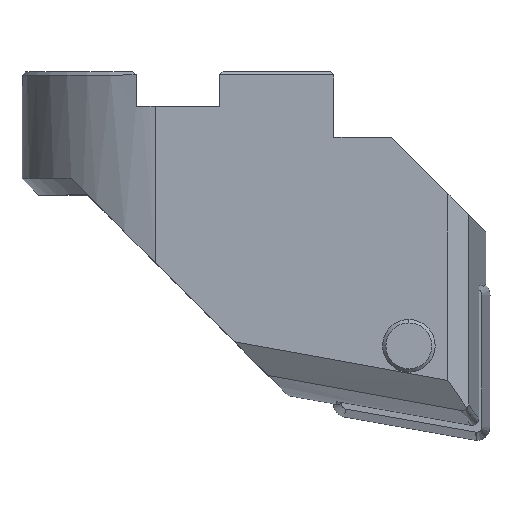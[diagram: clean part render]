
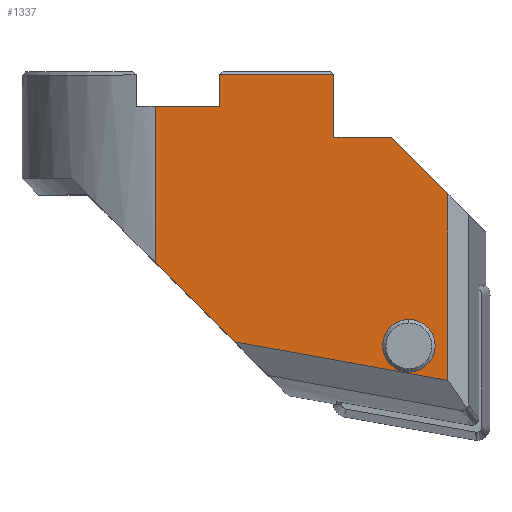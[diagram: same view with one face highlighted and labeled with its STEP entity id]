
A CAD part, top view. The second image highlights one B-rep face of the part: STEP entity #1337.
In plain terms, the highlighted planar face has unit normal (0, 0, 1).
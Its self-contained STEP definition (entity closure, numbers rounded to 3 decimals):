
#687=EDGE_CURVE('NONE',#1687,#859,#1948,.T.);
#753=EDGE_CURVE('NONE',#1577,#1885,#2021,.T.);
#769=VERTEX_POINT('NONE',#2040);
#799=VERTEX_POINT('NONE',#2072);
#821=VERTEX_POINT('NONE',#2097);
#859=VERTEX_POINT('NONE',#2140);
#905=VERTEX_POINT('NONE',#2190);
#957=EDGE_CURVE('NONE',#1125,#1577,#2248,.T.);
#971=EDGE_CURVE('NONE',#1567,#905,#2264,.F.);
#1055=EDGE_CURVE('NONE',#821,#769,#2353,.T.);
#1063=EDGE_CURVE('NONE',#905,#1567,#2362,.F.);
#1119=EDGE_CURVE('NONE',#1441,#821,#2423,.F.);
#1125=VERTEX_POINT('NONE',#2429);
#1147=EDGE_CURVE('NONE',#769,#1303,#2453,.T.);
#1223=EDGE_CURVE('NONE',#799,#1125,#2541,.T.);
#1303=VERTEX_POINT('NONE',#2624);
#1337=ADVANCED_FACE('NONE',(#2662,#2663),#2664,.T.);
#1441=VERTEX_POINT('NONE',#2780);
#1469=EDGE_CURVE('NONE',#1441,#1687,#2810,.T.);
#1541=EDGE_CURVE('NONE',#799,#859,#2889,.T.);
#1555=EDGE_CURVE('NONE',#1303,#1885,#2906,.T.);
#1567=VERTEX_POINT('NONE',#2918);
#1577=VERTEX_POINT('NONE',#2929);
#1687=VERTEX_POINT('NONE',#3051);
#1885=VERTEX_POINT('NONE',#3268);
#1948=LINE('',#3334,#3335);
#2021=LINE('',#3441,#3442);
#2040=CARTESIAN_POINT('',(3.443,-16.443,9.4));
#2072=CARTESIAN_POINT('',(9.5,-0.2,9.4));
#2097=CARTESIAN_POINT('',(-1.375,-11.625,9.4));
#2140=CARTESIAN_POINT('',(2.55,-0.2,9.4));
#2190=CARTESIAN_POINT('',(14.064,-15.094,9.4));
#2248=LINE('',#3749,#3750);
#2264=CIRCLE('',#3771,1.6);
#2353=LINE('',#3907,#3908);
#2362=CIRCLE('',#4310,1.6);
#2423=LINE('',#4395,#4396);
#2429=CARTESIAN_POINT('',(9.5,-4.0,9.4));
#2453=B_SPLINE_CURVE_WITH_KNOTS('',3,(#4441,#4442,#4443,#4444),.UNSPECIFIED.,.F.,.F.,(4,4),(-21.305,-0.0),.UNSPECIFIED.);
#2541=LINE('',#4593,#4594);
#2624=CARTESIAN_POINT('',(16.441,-18.798,9.4));
#2662=FACE_OUTER_BOUND('',#4773,.T.);
#2663=FACE_BOUND('',#4774,.T.);
#2664=PLANE('',#4775);
#2780=CARTESIAN_POINT('',(-1.375,-2.1,9.4));
#2810=LINE('',#4968,#4969);
#2889=LINE('',#5073,#5074);
#2906=LINE('',#5093,#5094);
#2918=CARTESIAN_POINT('',(14.064,-18.294,9.4));
#2929=CARTESIAN_POINT('',(13.0,-4.0,9.4));
#3051=CARTESIAN_POINT('',(2.55,-2.1,9.4));
#3268=CARTESIAN_POINT('',(16.441,-7.441,9.4));
#3334=CARTESIAN_POINT('',(2.55,-11.25,9.4));
#3335=VECTOR('',#5652,1.0);
#3441=CARTESIAN_POINT('',(18.875,-9.875,9.4));
#3442=VECTOR('',#5761,1.0);
#3749=CARTESIAN_POINT('',(13.75,-4.0,9.4));
#3750=VECTOR('',#6051,1.0);
#3771=AXIS2_PLACEMENT_3D('',#6070,#6071,#6072);
#3907=CARTESIAN_POINT('',(4.125,-17.125,9.4));
#3908=VECTOR('',#6155,1.0);
#4310=AXIS2_PLACEMENT_3D('',#6165,#6166,#6167);
#4395=CARTESIAN_POINT('',(-1.375,-30.0,9.4));
#4396=VECTOR('',#6234,1.0);
#4441=CARTESIAN_POINT('',(3.299,-16.417,9.4));
#4442=CARTESIAN_POINT('',(5.149,-16.753,9.4));
#4443=CARTESIAN_POINT('',(10.252,-17.679,9.4));
#4444=CARTESIAN_POINT('',(17.241,-18.942,9.4));
#4593=CARTESIAN_POINT('',(9.5,-11.25,9.4));
#4594=VECTOR('',#6392,1.0);
#4773=EDGE_LOOP('',(#6509,#6510,#6511,#6512,#6513,#6514,#6515,#6516,#6517,#6518));
#4774=EDGE_LOOP('',(#6519,#6520));
#4775=AXIS2_PLACEMENT_3D('',#6521,#6522,#6523);
#4968=CARTESIAN_POINT('',(10.275,-2.1,9.4));
#4969=VECTOR('',#6708,1.0);
#5073=CARTESIAN_POINT('',(9.0,-0.2,9.4));
#5074=VECTOR('',#6834,1.0);
#5093=CARTESIAN_POINT('',(16.441,-22.5,9.4));
#5094=VECTOR('',#6862,1.0);
#5652=DIRECTION('',(0.0,1.0,0.0));
#5761=DIRECTION('',(0.707,-0.707,0.));
#6051=DIRECTION('',(1.0,0.0,0.));
#6070=CARTESIAN_POINT('',(14.064,-16.694,9.4));
#6071=DIRECTION('',(0.,-0.0,-1.0));
#6072=DIRECTION('',(0.0,-1.0,0.0));
#6155=DIRECTION('',(0.707,-0.707,0.));
#6165=CARTESIAN_POINT('',(14.064,-16.694,9.4));
#6166=DIRECTION('',(0.,-0.0,-1.0));
#6167=DIRECTION('',(0.0,-1.0,0.0));
#6234=DIRECTION('',(-0.0,1.0,0.0));
#6392=DIRECTION('',(0.,-1.0,0.));
#6509=ORIENTED_EDGE('',*,*,#1147,.T.);
#6510=ORIENTED_EDGE('',*,*,#1555,.T.);
#6511=ORIENTED_EDGE('',*,*,#753,.F.);
#6512=ORIENTED_EDGE('',*,*,#957,.F.);
#6513=ORIENTED_EDGE('',*,*,#1223,.F.);
#6514=ORIENTED_EDGE('',*,*,#1541,.T.);
#6515=ORIENTED_EDGE('',*,*,#687,.F.);
#6516=ORIENTED_EDGE('',*,*,#1469,.F.);
#6517=ORIENTED_EDGE('',*,*,#1119,.T.);
#6518=ORIENTED_EDGE('',*,*,#1055,.T.);
#6519=ORIENTED_EDGE('',*,*,#971,.F.);
#6520=ORIENTED_EDGE('',*,*,#1063,.F.);
#6521=CARTESIAN_POINT('',(18.0,-22.5,9.4));
#6522=DIRECTION('',(0.,0.0,1.0));
#6523=DIRECTION('',(-1.0,-0.0,0.));
#6708=DIRECTION('',(1.0,0.0,0.));
#6834=DIRECTION('',(-1.0,-0.0,0.));
#6862=DIRECTION('',(0.,1.0,0.));
